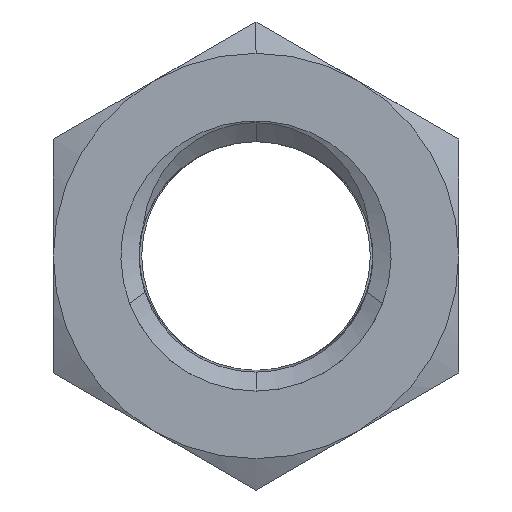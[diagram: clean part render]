
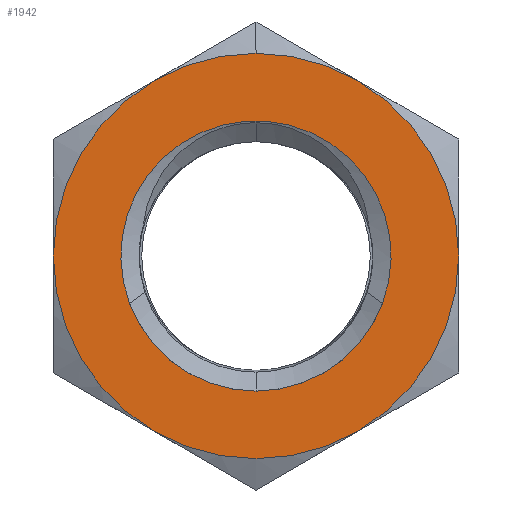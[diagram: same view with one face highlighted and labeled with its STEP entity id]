
A CAD part, front view. The second image highlights one B-rep face of the part: STEP entity #1942.
In plain terms, the highlighted planar face has unit normal (0, -1, 0).
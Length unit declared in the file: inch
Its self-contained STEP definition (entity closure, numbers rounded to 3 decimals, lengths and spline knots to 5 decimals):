
#38 = DIRECTION ( 'NONE',  ( 0., -1., 0. ) ) ;
#42 = CARTESIAN_POINT ( 'NONE',  ( -0.14063, 0., 0.24357 ) ) ;
#78 = ORIENTED_EDGE ( 'NONE', *, *, #2671, .T. ) ;
#100 = VERTEX_POINT ( 'NONE', #42 ) ;
#122 = CIRCLE ( 'NONE', #3106, 0.1875 ) ;
#128 = CIRCLE ( 'NONE', #1634, 0.1875 ) ;
#157 = ORIENTED_EDGE ( 'NONE', *, *, #1282, .T. ) ;
#201 = ORIENTED_EDGE ( 'NONE', *, *, #3404, .T. ) ;
#233 = CARTESIAN_POINT ( 'NONE',  ( 0., 0., -0.1875 ) ) ;
#244 = CARTESIAN_POINT ( 'NONE',  ( 0., 0., 0.28125 ) ) ;
#266 = EDGE_CURVE ( 'NONE', #1568, #100, #3664, .T. ) ;
#407 = DIRECTION ( 'NONE',  ( 0., -1., 0. ) ) ;
#437 = CIRCLE ( 'NONE', #2570, 0.28125 ) ;
#449 = CARTESIAN_POINT ( 'NONE',  ( 0., 0., 0. ) ) ;
#460 = CARTESIAN_POINT ( 'NONE',  ( -0.14063, 0., -0.24357 ) ) ;
#522 = FACE_BOUND ( 'NONE', #3659, .T. ) ;
#549 = ORIENTED_EDGE ( 'NONE', *, *, #1202, .F. ) ;
#580 = AXIS2_PLACEMENT_3D ( 'NONE', #587, #38, #2859 ) ;
#587 = CARTESIAN_POINT ( 'NONE',  ( 0., 0., 0. ) ) ;
#652 = AXIS2_PLACEMENT_3D ( 'NONE', #3524, #2945, #1250 ) ;
#658 = DIRECTION ( 'NONE',  ( 0., -1., 0. ) ) ;
#786 = VERTEX_POINT ( 'NONE', #2669 ) ;
#829 = AXIS2_PLACEMENT_3D ( 'NONE', #1037, #1048, #1298 ) ;
#839 = VERTEX_POINT ( 'NONE', #937 ) ;
#937 = CARTESIAN_POINT ( 'NONE',  ( 0.14063, 0., 0.24357 ) ) ;
#938 = DIRECTION ( 'NONE',  ( 0., -1., 0. ) ) ;
#981 = CARTESIAN_POINT ( 'NONE',  ( 0., 0., 0. ) ) ;
#993 = CARTESIAN_POINT ( 'NONE',  ( 0., 0., 0. ) ) ;
#1037 = CARTESIAN_POINT ( 'NONE',  ( 0., 0., 0. ) ) ;
#1048 = DIRECTION ( 'NONE',  ( 0., -1., 0. ) ) ;
#1055 = AXIS2_PLACEMENT_3D ( 'NONE', #3516, #2145, #3243 ) ;
#1202 = EDGE_CURVE ( 'NONE', #3115, #2822, #128, .T. ) ;
#1239 = ORIENTED_EDGE ( 'NONE', *, *, #3494, .T. ) ;
#1250 = DIRECTION ( 'NONE',  ( 0., 0., -1. ) ) ;
#1254 = CARTESIAN_POINT ( 'NONE',  ( 0., 0., 0. ) ) ;
#1276 = CARTESIAN_POINT ( 'NONE',  ( -0.17552, 0., -0.06594 ) ) ;
#1282 = EDGE_CURVE ( 'NONE', #3679, #2733, #3141, .T. ) ;
#1298 = DIRECTION ( 'NONE',  ( 0., 0., -1. ) ) ;
#1314 = AXIS2_PLACEMENT_3D ( 'NONE', #449, #2723, #2942 ) ;
#1332 = CIRCLE ( 'NONE', #829, 0.28125 ) ;
#1335 = ORIENTED_EDGE ( 'NONE', *, *, #2424, .F. ) ;
#1371 = CIRCLE ( 'NONE', #1314, 0.1875 ) ;
#1405 = DIRECTION ( 'NONE',  ( 0., -1., 0. ) ) ;
#1412 = CIRCLE ( 'NONE', #580, 0.28125 ) ;
#1433 = DIRECTION ( 'NONE',  ( 0., 0., -1. ) ) ;
#1480 = AXIS2_PLACEMENT_3D ( 'NONE', #2262, #1405, #3382 ) ;
#1484 = CARTESIAN_POINT ( 'NONE',  ( 0., 0., 0. ) ) ;
#1546 = EDGE_CURVE ( 'NONE', #2196, #3581, #3098, .T. ) ;
#1568 = VERTEX_POINT ( 'NONE', #244 ) ;
#1634 = AXIS2_PLACEMENT_3D ( 'NONE', #981, #658, #1814 ) ;
#1648 = ORIENTED_EDGE ( 'NONE', *, *, #1797, .T. ) ;
#1716 = DIRECTION ( 'NONE',  ( 0., -1., 0. ) ) ;
#1794 = DIRECTION ( 'NONE',  ( 0., 0., -1. ) ) ;
#1797 = EDGE_CURVE ( 'NONE', #100, #2196, #437, .T. ) ;
#1814 = DIRECTION ( 'NONE',  ( 0., 0., -1. ) ) ;
#1869 = DIRECTION ( 'NONE',  ( 0., 0., -1. ) ) ;
#1897 = CARTESIAN_POINT ( 'NONE',  ( 0.14063, 0., -0.24357 ) ) ;
#1942 = ADVANCED_FACE ( 'NONE', ( #522, #3368 ), #3480, .F. ) ;
#2021 = CARTESIAN_POINT ( 'NONE',  ( -0.28125, 0., 0. ) ) ;
#2075 = DIRECTION ( 'NONE',  ( 0., -1., 0. ) ) ;
#2145 = DIRECTION ( 'NONE',  ( 0., 1., 0. ) ) ;
#2196 = VERTEX_POINT ( 'NONE', #2021 ) ;
#2262 = CARTESIAN_POINT ( 'NONE',  ( 0., 0., 0. ) ) ;
#2410 = AXIS2_PLACEMENT_3D ( 'NONE', #993, #407, #1869 ) ;
#2424 = EDGE_CURVE ( 'NONE', #2822, #786, #122, .T. ) ;
#2491 = ORIENTED_EDGE ( 'NONE', *, *, #266, .T. ) ;
#2555 = EDGE_LOOP ( 'NONE', ( #1239, #2491, #1648, #2963, #201, #157, #78 ) ) ;
#2570 = AXIS2_PLACEMENT_3D ( 'NONE', #3426, #1716, #1433 ) ;
#2669 = CARTESIAN_POINT ( 'NONE',  ( 0.17552, 0., -0.06594 ) ) ;
#2671 = EDGE_CURVE ( 'NONE', #2733, #839, #1332, .T. ) ;
#2723 = DIRECTION ( 'NONE',  ( 0., -1., 0. ) ) ;
#2733 = VERTEX_POINT ( 'NONE', #3078 ) ;
#2764 = AXIS2_PLACEMENT_3D ( 'NONE', #1484, #2075, #3456 ) ;
#2822 = VERTEX_POINT ( 'NONE', #233 ) ;
#2859 = DIRECTION ( 'NONE',  ( 0., 0., -1. ) ) ;
#2942 = DIRECTION ( 'NONE',  ( 0., 0., -1. ) ) ;
#2945 = DIRECTION ( 'NONE',  ( 0., -1., 0. ) ) ;
#2963 = ORIENTED_EDGE ( 'NONE', *, *, #1546, .T. ) ;
#3045 = CIRCLE ( 'NONE', #2764, 0.28125 ) ;
#3078 = CARTESIAN_POINT ( 'NONE',  ( 0.28125, 0., 0. ) ) ;
#3098 = CIRCLE ( 'NONE', #1480, 0.28125 ) ;
#3106 = AXIS2_PLACEMENT_3D ( 'NONE', #1254, #938, #1794 ) ;
#3115 = VERTEX_POINT ( 'NONE', #1276 ) ;
#3141 = CIRCLE ( 'NONE', #652, 0.28125 ) ;
#3243 = DIRECTION ( 'NONE',  ( 0., 0., 1. ) ) ;
#3368 = FACE_OUTER_BOUND ( 'NONE', #2555, .T. ) ;
#3371 = ORIENTED_EDGE ( 'NONE', *, *, #3560, .F. ) ;
#3382 = DIRECTION ( 'NONE',  ( 0., 0., -1. ) ) ;
#3404 = EDGE_CURVE ( 'NONE', #3581, #3679, #1412, .T. ) ;
#3426 = CARTESIAN_POINT ( 'NONE',  ( 0., 0., 0. ) ) ;
#3456 = DIRECTION ( 'NONE',  ( 0., 0., -1. ) ) ;
#3480 = PLANE ( 'NONE',  #1055 ) ;
#3494 = EDGE_CURVE ( 'NONE', #839, #1568, #3045, .T. ) ;
#3516 = CARTESIAN_POINT ( 'NONE',  ( -0.28125, 0., -0.48714 ) ) ;
#3524 = CARTESIAN_POINT ( 'NONE',  ( 0., 0., 0. ) ) ;
#3560 = EDGE_CURVE ( 'NONE', #786, #3115, #1371, .T. ) ;
#3581 = VERTEX_POINT ( 'NONE', #460 ) ;
#3659 = EDGE_LOOP ( 'NONE', ( #3371, #1335, #549 ) ) ;
#3664 = CIRCLE ( 'NONE', #2410, 0.28125 ) ;
#3679 = VERTEX_POINT ( 'NONE', #1897 ) ;
